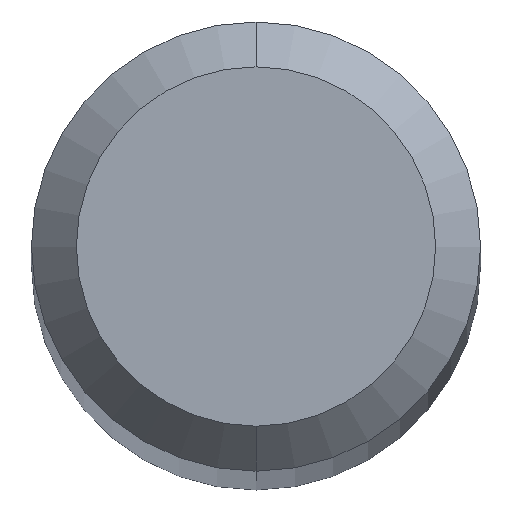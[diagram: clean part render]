
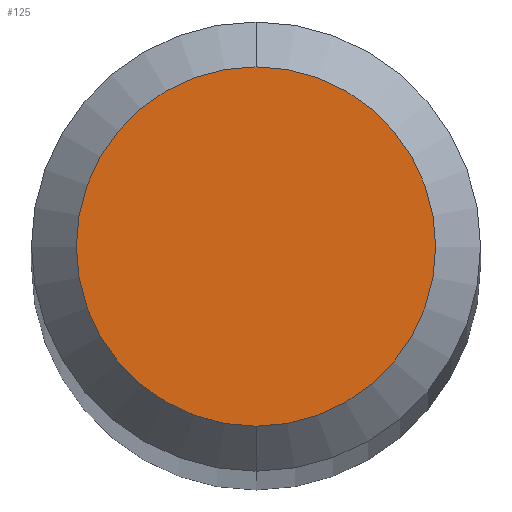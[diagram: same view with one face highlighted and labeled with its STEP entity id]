
A CAD part, top view. The second image highlights one B-rep face of the part: STEP entity #125.
In plain terms, the highlighted planar face has unit normal (0, 0, 1).
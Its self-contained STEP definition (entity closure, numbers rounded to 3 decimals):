
#12 = DIRECTION ( 'NONE',  ( 0., 0., -1. ) ) ;
#33 = CARTESIAN_POINT ( 'NONE',  ( 0., 0., 0. ) ) ;
#35 = VERTEX_POINT ( 'NONE', #47 ) ;
#37 = CARTESIAN_POINT ( 'NONE',  ( 0., 0., 0. ) ) ;
#47 = CARTESIAN_POINT ( 'NONE',  ( 0., 0.95, 0. ) ) ;
#50 = CARTESIAN_POINT ( 'NONE',  ( 0., -0.95, 0. ) ) ;
#64 = DIRECTION ( 'NONE',  ( 0., 1., 0. ) ) ;
#72 = EDGE_LOOP ( 'NONE', ( #146, #178 ) ) ;
#73 = DIRECTION ( 'NONE',  ( 0., 1., 0. ) ) ;
#76 = AXIS2_PLACEMENT_3D ( 'NONE', #37, #158, #73 ) ;
#78 = DIRECTION ( 'NONE',  ( 0., 0., 1. ) ) ;
#86 = CIRCLE ( 'NONE', #87, 0.95 ) ;
#87 = AXIS2_PLACEMENT_3D ( 'NONE', #33, #78, #64 ) ;
#108 = PLANE ( 'NONE',  #188 ) ;
#118 = CIRCLE ( 'NONE', #76, 0.95 ) ;
#125 = ADVANCED_FACE ( 'NONE', ( #162 ), #108, .F. ) ;
#141 = CARTESIAN_POINT ( 'NONE',  ( 0., 1.187, 0. ) ) ;
#146 = ORIENTED_EDGE ( 'NONE', *, *, #161, .T. ) ;
#150 = EDGE_CURVE ( 'NONE', #160, #35, #86, .T. ) ;
#158 = DIRECTION ( 'NONE',  ( 0., 0., 1. ) ) ;
#160 = VERTEX_POINT ( 'NONE', #50 ) ;
#161 = EDGE_CURVE ( 'NONE', #35, #160, #118, .T. ) ;
#162 = FACE_OUTER_BOUND ( 'NONE', #72, .T. ) ;
#178 = ORIENTED_EDGE ( 'NONE', *, *, #150, .T. ) ;
#182 = DIRECTION ( 'NONE',  ( 0., 1., 0. ) ) ;
#188 = AXIS2_PLACEMENT_3D ( 'NONE', #141, #12, #182 ) ;
